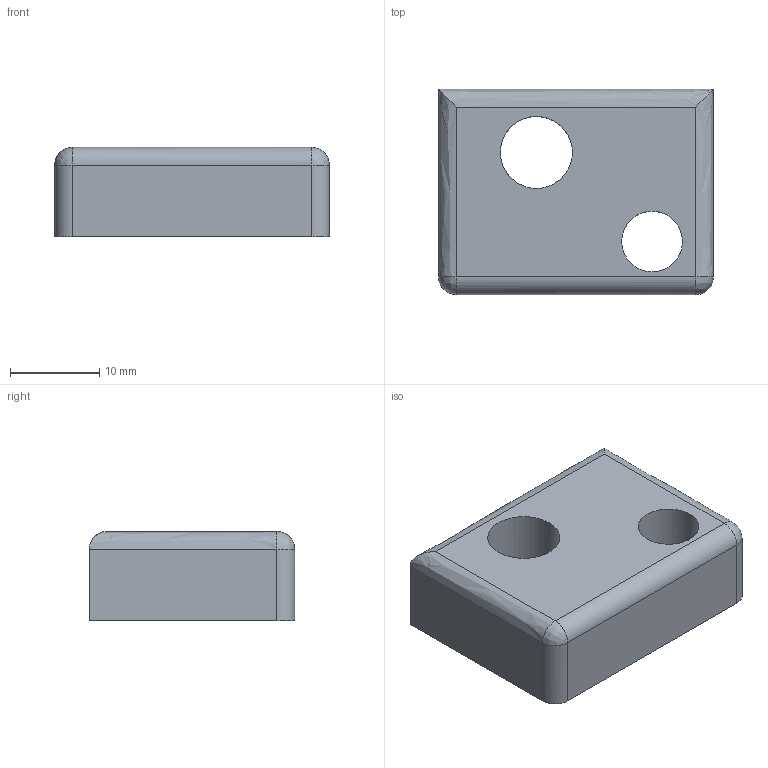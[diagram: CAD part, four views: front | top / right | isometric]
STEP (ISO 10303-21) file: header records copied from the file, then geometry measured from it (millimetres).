
FILE_DESCRIPTION(/* description */ (''),/* implementation_level */ '2;1');
FILE_NAME(/* name */ 'TEST1_~1',/* time_stamp */ '2022-05-27T12:38:47+02:00',/* author */ (''),/* organization */ (''),/* preprocessor_version */ 'ST-DEVELOPER v16.5',/* originating_system */ '',/* authorisation */ '');
FILE_SCHEMA (('AUTOMOTIVE_DESIGN_CC2'));
Length unit declared in the file: millimetre
Products named in the file (1): Document
Bounding box: 30.81 x 23.02 x 10 mm (x, y, z)
Volume: 6108.6 mm3; surface area: 2673.8 mm2
Topology: 1 solids, 1 shells, 18 faces, 45 edges, 30 vertices
Faces by surface type: bspline 18
Entity records: 1223 total; most frequent: CARTESIAN_POINT 661, B_SPLINE_CURVE_WITH_KNOTS 95, ORIENTED_EDGE 80, PCURVE 80, DEFINITIONAL_REPRESENTATION 80, SURFACE_CURVE 40, EDGE_CURVE 40, VERTEX_POINT 24
